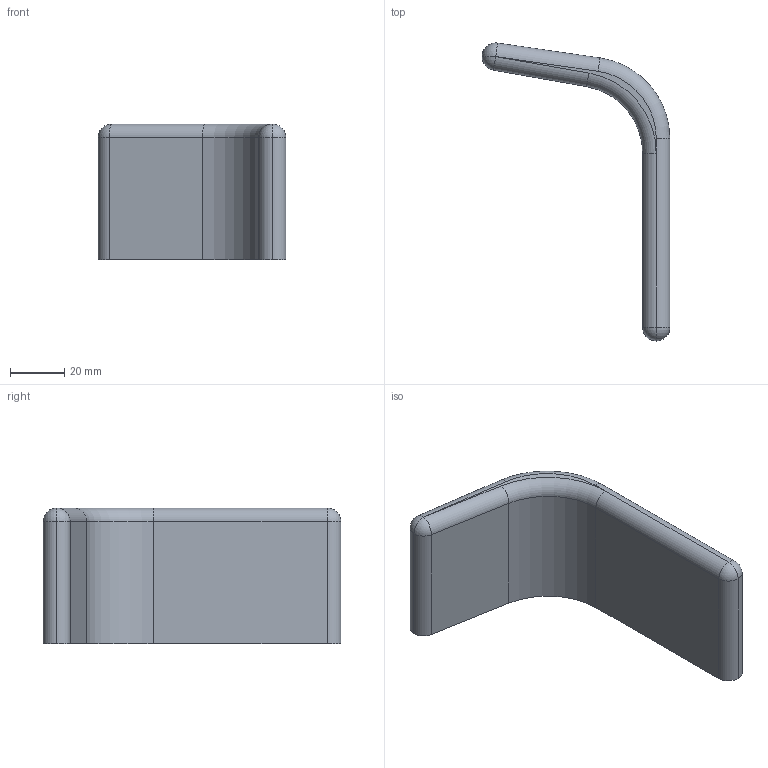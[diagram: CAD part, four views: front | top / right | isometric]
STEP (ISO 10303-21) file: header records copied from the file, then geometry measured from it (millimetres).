
FILE_DESCRIPTION (( 'STEP AP214' ), '1' );
FILE_NAME ('protege sonette_rev2.STEP', '2014-10-12T18:23:16', ( '' ), ( '' ), 'SwSTEP 2.0', 'SolidWorks 2014', '' );
FILE_SCHEMA (( 'AUTOMOTIVE_DESIGN' ));
Length unit declared in the file: millimetre
Products named in the file (1): protege sonette_rev2
Bounding box: 69.09 x 109.64 x 50 mm (x, y, z)
Volume: 77624.5 mm3; surface area: 18423 mm2
Topology: 1 solids, 1 shells, 74 faces, 184 edges, 116 vertices
Faces by surface type: plane 53, cylinder 11, sphere 4, bspline 4, torus 2
Entity records: 2299 total; most frequent: CARTESIAN_POINT 534, ORIENTED_EDGE 360, DIRECTION 339, EDGE_CURVE 180, LINE 147, VECTOR 147, VERTEX_POINT 115, AXIS2_PLACEMENT_3D 96
